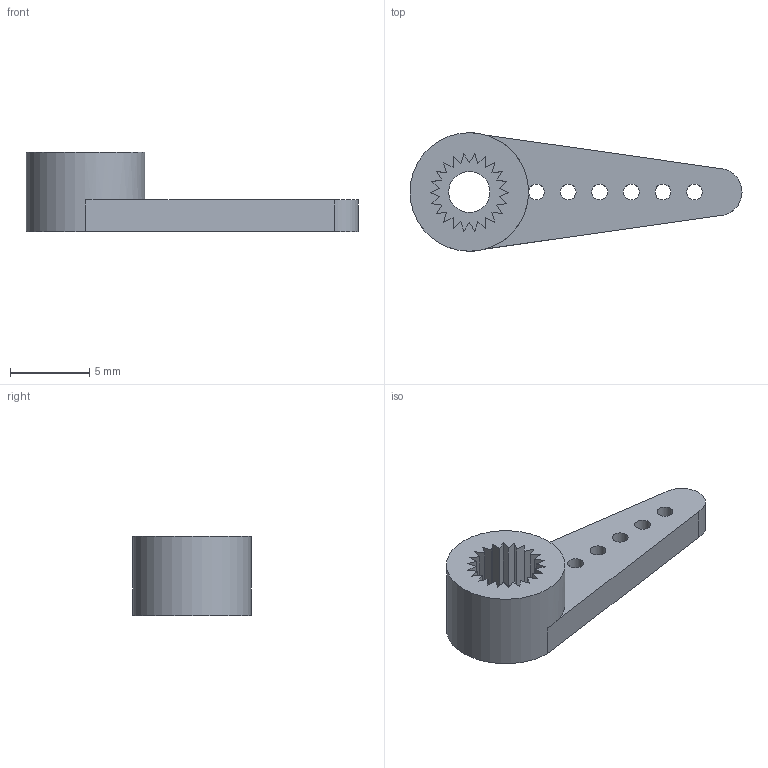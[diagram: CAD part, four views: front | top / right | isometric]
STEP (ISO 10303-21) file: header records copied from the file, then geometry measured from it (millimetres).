
FILE_DESCRIPTION(/* description */ ('Unknown'),/* implementation_level */ '2;1');
FILE_NAME(/* name */ '9G_Servo_Skoltech',/* time_stamp */ '2022-12-15T23:11:11+03:00',/* author */ ('Unknown'),/* organization */ ('Unknown'),/* preprocessor_version */ 'ST-DEVELOPER v18.1',/* originating_system */ 'Solid Edge',/* authorisation */ 'Unknown');
FILE_SCHEMA (('AUTOMOTIVE_DESIGN {1 0 10303 214 3 1 1}'));
Length unit declared in the file: millimetre
Products named in the file (2): 9G_Servo_Skoltech; 9g servo
Assembly tree (1 placements, depth 2):
  9G_Servo_Skoltech
    9g servo
Bounding box: 21 x 7.5 x 5 mm (x, y, z)
Volume: 263.4 mm3; surface area: 515.8 mm2
Topology: 1 solids, 1 shells, 63 faces, 178 edges, 118 vertices
Faces by surface type: plane 53, cylinder 10
Full cylindrical faces by diameter (mm): 1 x6, 2.6 x1, 5 x1, 7.5 x1
Entity records: 2025 total; most frequent: CARTESIAN_POINT 346, ORIENTED_EDGE 332, DIRECTION 320, EDGE_CURVE 166, LINE 142, VECTOR 142, VERTEX_POINT 115, AXIS2_PLACEMENT_3D 89
